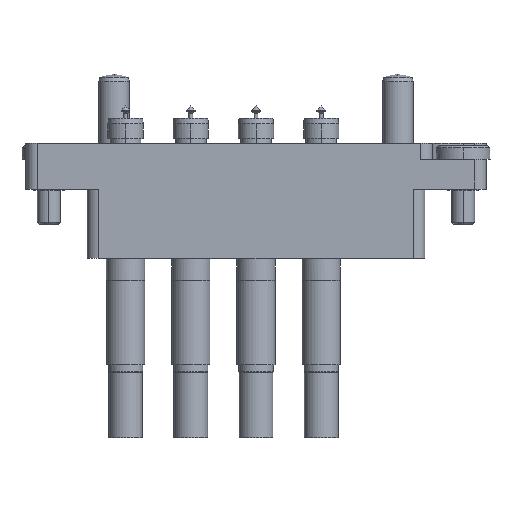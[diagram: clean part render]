
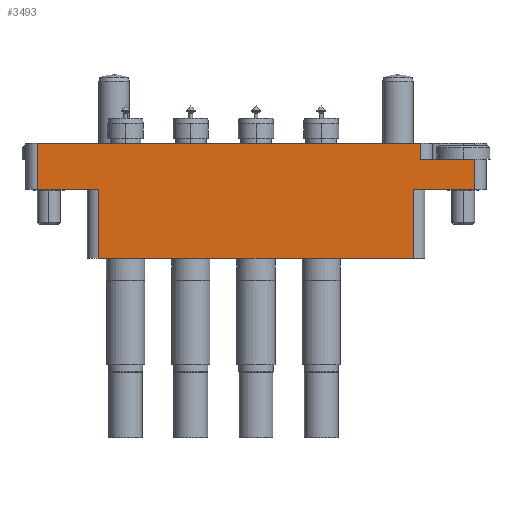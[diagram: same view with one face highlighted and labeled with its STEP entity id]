
A CAD part, left-side view. The second image highlights one B-rep face of the part: STEP entity #3493.
In plain terms, the highlighted face is planar.
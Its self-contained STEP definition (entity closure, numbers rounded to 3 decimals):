
#281 = CARTESIAN_POINT ( 'NONE',  ( -20.5, 0., 14.35 ) ) ;
#503 = EDGE_CURVE ( 'NONE', #1659, #19749, #18933, .T. ) ;
#858 = VECTOR ( 'NONE', #8798, 1000. ) ;
#907 = ORIENTED_EDGE ( 'NONE', *, *, #20948, .T. ) ;
#1259 = ORIENTED_EDGE ( 'NONE', *, *, #503, .T. ) ;
#1336 = EDGE_LOOP ( 'NONE', ( #22741, #18517, #3791, #907, #12008, #9508, #9818, #1259, #13820, #19767 ) ) ;
#1659 = VERTEX_POINT ( 'NONE', #17881 ) ;
#2072 = DIRECTION ( 'NONE',  ( 0., 1., 0. ) ) ;
#2178 = LINE ( 'NONE', #10967, #13729 ) ;
#2325 = VECTOR ( 'NONE', #7597, 1000. ) ;
#2339 = EDGE_CURVE ( 'NONE', #1659, #13846, #11644, .T. ) ;
#2544 = CARTESIAN_POINT ( 'NONE',  ( 20.5, 0., 14.35 ) ) ;
#2675 = EDGE_CURVE ( 'NONE', #4958, #11205, #9979, .T. ) ;
#3362 = VECTOR ( 'NONE', #2072, 1000. ) ;
#3493 = ADVANCED_FACE ( 'NONE', ( #21523 ), #14251, .F. ) ;
#3791 = ORIENTED_EDGE ( 'NONE', *, *, #22885, .F. ) ;
#4150 = EDGE_CURVE ( 'NONE', #9298, #15157, #12652, .T. ) ;
#4365 = CARTESIAN_POINT ( 'NONE',  ( -28.5, 0., 14.35 ) ) ;
#4670 = VERTEX_POINT ( 'NONE', #11045 ) ;
#4958 = VERTEX_POINT ( 'NONE', #12327 ) ;
#5597 = CARTESIAN_POINT ( 'NONE',  ( 28.5, 3.9, 14.35 ) ) ;
#5817 = DIRECTION ( 'NONE',  ( 0., 1., 0. ) ) ;
#6882 = CARTESIAN_POINT ( 'NONE',  ( 20.5, 0., 14.35 ) ) ;
#7011 = VECTOR ( 'NONE', #18864, 1000. ) ;
#7041 = CARTESIAN_POINT ( 'NONE',  ( 30., 0., 14.35 ) ) ;
#7597 = DIRECTION ( 'NONE',  ( -1., 0., 0. ) ) ;
#7744 = EDGE_CURVE ( 'NONE', #4958, #13846, #2178, .T. ) ;
#7922 = AXIS2_PLACEMENT_3D ( 'NONE', #21743, #9180, #16117 ) ;
#8105 = DIRECTION ( 'NONE',  ( 1., 0., 0. ) ) ;
#8157 = VECTOR ( 'NONE', #22660, 1000. ) ;
#8798 = DIRECTION ( 'NONE',  ( -1., 0., 0. ) ) ;
#8998 = LINE ( 'NONE', #5597, #3362 ) ;
#9180 = DIRECTION ( 'NONE',  ( 0., 0., -1. ) ) ;
#9298 = VERTEX_POINT ( 'NONE', #10903 ) ;
#9397 = VECTOR ( 'NONE', #16715, 1000. ) ;
#9508 = ORIENTED_EDGE ( 'NONE', *, *, #7744, .T. ) ;
#9809 = LINE ( 'NONE', #11570, #2325 ) ;
#9818 = ORIENTED_EDGE ( 'NONE', *, *, #2339, .F. ) ;
#9971 = EDGE_CURVE ( 'NONE', #9298, #10000, #13558, .T. ) ;
#9979 = LINE ( 'NONE', #10334, #21417 ) ;
#10000 = VERTEX_POINT ( 'NONE', #6882 ) ;
#10334 = CARTESIAN_POINT ( 'NONE',  ( 30., 3.9, 14.35 ) ) ;
#10666 = LINE ( 'NONE', #7041, #858 ) ;
#10903 = CARTESIAN_POINT ( 'NONE',  ( 20.5, -9., 14.35 ) ) ;
#10967 = CARTESIAN_POINT ( 'NONE',  ( 21.5, 0., 14.35 ) ) ;
#11045 = CARTESIAN_POINT ( 'NONE',  ( 28.5, 0., 14.35 ) ) ;
#11205 = VERTEX_POINT ( 'NONE', #17466 ) ;
#11570 = CARTESIAN_POINT ( 'NONE',  ( 30., 0., 14.35 ) ) ;
#11644 = LINE ( 'NONE', #16943, #9397 ) ;
#12008 = ORIENTED_EDGE ( 'NONE', *, *, #2675, .F. ) ;
#12327 = CARTESIAN_POINT ( 'NONE',  ( 21.5, 3.9, 14.35 ) ) ;
#12652 = LINE ( 'NONE', #23100, #16217 ) ;
#12991 = VERTEX_POINT ( 'NONE', #14673 ) ;
#13291 = EDGE_CURVE ( 'NONE', #12991, #19749, #9809, .T. ) ;
#13513 = CARTESIAN_POINT ( 'NONE',  ( -28.5, 0., 14.35 ) ) ;
#13558 = LINE ( 'NONE', #2544, #7011 ) ;
#13729 = VECTOR ( 'NONE', #5817, 1000. ) ;
#13820 = ORIENTED_EDGE ( 'NONE', *, *, #13291, .F. ) ;
#13846 = VERTEX_POINT ( 'NONE', #15648 ) ;
#14251 = PLANE ( 'NONE',  #7922 ) ;
#14673 = CARTESIAN_POINT ( 'NONE',  ( -20.5, 0., 14.35 ) ) ;
#14717 = DIRECTION ( 'NONE',  ( 0., -1., 0. ) ) ;
#15157 = VERTEX_POINT ( 'NONE', #22652 ) ;
#15606 = EDGE_CURVE ( 'NONE', #12991, #15157, #19780, .T. ) ;
#15648 = CARTESIAN_POINT ( 'NONE',  ( 21.5, 6., 14.35 ) ) ;
#16117 = DIRECTION ( 'NONE',  ( -1., 0., 0. ) ) ;
#16217 = VECTOR ( 'NONE', #19829, 1000. ) ;
#16715 = DIRECTION ( 'NONE',  ( 1., 0., 0. ) ) ;
#16943 = CARTESIAN_POINT ( 'NONE',  ( -30., 6., 14.35 ) ) ;
#17466 = CARTESIAN_POINT ( 'NONE',  ( 28.5, 3.9, 14.35 ) ) ;
#17881 = CARTESIAN_POINT ( 'NONE',  ( -28.5, 6., 14.35 ) ) ;
#18517 = ORIENTED_EDGE ( 'NONE', *, *, #9971, .T. ) ;
#18864 = DIRECTION ( 'NONE',  ( 0., 1., 0. ) ) ;
#18933 = LINE ( 'NONE', #13513, #8157 ) ;
#19749 = VERTEX_POINT ( 'NONE', #4365 ) ;
#19767 = ORIENTED_EDGE ( 'NONE', *, *, #15606, .T. ) ;
#19780 = LINE ( 'NONE', #281, #22667 ) ;
#19829 = DIRECTION ( 'NONE',  ( -1., 0., 0. ) ) ;
#20948 = EDGE_CURVE ( 'NONE', #4670, #11205, #8998, .T. ) ;
#21417 = VECTOR ( 'NONE', #8105, 1000. ) ;
#21523 = FACE_OUTER_BOUND ( 'NONE', #1336, .T. ) ;
#21743 = CARTESIAN_POINT ( 'NONE',  ( -30., 0., 14.35 ) ) ;
#22652 = CARTESIAN_POINT ( 'NONE',  ( -20.5, -9., 14.35 ) ) ;
#22660 = DIRECTION ( 'NONE',  ( 0., -1., 0. ) ) ;
#22667 = VECTOR ( 'NONE', #14717, 1000. ) ;
#22741 = ORIENTED_EDGE ( 'NONE', *, *, #4150, .F. ) ;
#22885 = EDGE_CURVE ( 'NONE', #4670, #10000, #10666, .T. ) ;
#23100 = CARTESIAN_POINT ( 'NONE',  ( -22., -9., 14.35 ) ) ;
